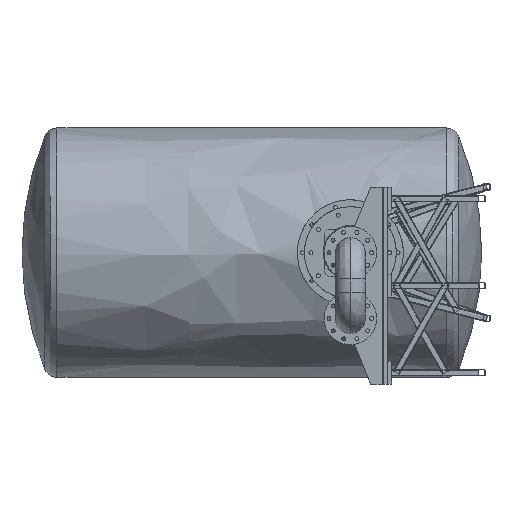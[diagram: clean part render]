
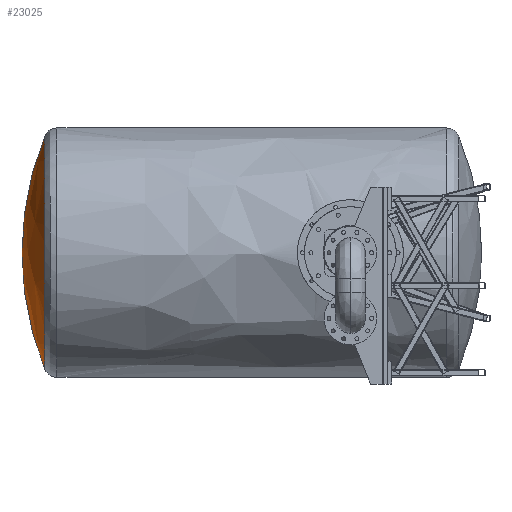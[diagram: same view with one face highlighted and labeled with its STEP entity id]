
A CAD part, left-side view. The second image highlights one B-rep face of the part: STEP entity #23025.
In plain terms, the highlighted free-form (B-spline) face has degree [2, 2] with [5, 3] control points.
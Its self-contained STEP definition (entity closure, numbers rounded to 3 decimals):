
#22800 = VERTEX_POINT('',#22801);
#22801 = CARTESIAN_POINT('',(12100.825,6745.405,
    -2574.045));
#22802 = VERTEX_POINT('',#22803);
#22803 = CARTESIAN_POINT('',(12100.825,6745.405,
    2574.045));
#22844 = EDGE_CURVE('',#22845,#22802,#22847,.T.);
#22845 = VERTEX_POINT('',#22846);
#22846 = CARTESIAN_POINT('',(12100.825,7249.198,
    0.));
#22847 = ( BOUNDED_CURVE() B_SPLINE_CURVE(2,(#22848,#22849,#22850),
.UNSPECIFIED.,.F.,.F.) B_SPLINE_CURVE_WITH_KNOTS((3,3),(1.571,
1.957),.PIECEWISE_BEZIER_KNOTS.) CURVE() 
GEOMETRIC_REPRESENTATION_ITEM() RATIONAL_B_SPLINE_CURVE((1.,
0.981,1.)) REPRESENTATION_ITEM('') );
#22848 = CARTESIAN_POINT('',(12100.825,7249.198,
    0.));
#22849 = CARTESIAN_POINT('',(12100.825,7249.198,
    1336.324));
#22850 = CARTESIAN_POINT('',(12100.825,6745.405,
    2574.045));
#22852 = EDGE_CURVE('',#22845,#22800,#22853,.T.);
#22853 = ( BOUNDED_CURVE() B_SPLINE_CURVE(2,(#22854,#22855,#22856),
.UNSPECIFIED.,.F.,.F.) B_SPLINE_CURVE_WITH_KNOTS((3,3),(1.571,
1.957),.PIECEWISE_BEZIER_KNOTS.) CURVE() 
GEOMETRIC_REPRESENTATION_ITEM() RATIONAL_B_SPLINE_CURVE((1.,
0.981,1.)) REPRESENTATION_ITEM('') );
#22854 = CARTESIAN_POINT('',(12100.825,7249.198,
    0.));
#22855 = CARTESIAN_POINT('',(12100.825,7249.198,
    -1336.324));
#22856 = CARTESIAN_POINT('',(12100.825,6745.405,
    -2574.045));
#22993 = EDGE_CURVE('',#22802,#22800,#22994,.T.);
#22994 = ( BOUNDED_CURVE() B_SPLINE_CURVE(2,(#22995,#22996,#22997,#22998
,#22999),.UNSPECIFIED.,.F.,.F.) B_SPLINE_CURVE_WITH_KNOTS((3,2,3),(
    3.142,4.712,6.283),
.PIECEWISE_BEZIER_KNOTS.) CURVE() GEOMETRIC_REPRESENTATION_ITEM() 
RATIONAL_B_SPLINE_CURVE((1.,0.707,1.,0.707,1.)) 
REPRESENTATION_ITEM('') );
#22995 = CARTESIAN_POINT('',(12100.825,6745.405,
    2574.045));
#22996 = CARTESIAN_POINT('',(9526.78,6745.405,
    2574.045));
#22997 = CARTESIAN_POINT('',(9526.78,6745.405,
    0.));
#22998 = CARTESIAN_POINT('',(9526.78,6745.405,
    -2574.045));
#22999 = CARTESIAN_POINT('',(12100.825,6745.405,
    -2574.045));
#23025 = ADVANCED_FACE('',(#23026),#23031,.F.);
#23026 = FACE_BOUND('',#23027,.F.);
#23027 = EDGE_LOOP('',(#23028,#23029,#23030));
#23028 = ORIENTED_EDGE('',*,*,#22993,.T.);
#23029 = ORIENTED_EDGE('',*,*,#22852,.F.);
#23030 = ORIENTED_EDGE('',*,*,#22844,.T.);
#23031 = ( BOUNDED_SURFACE() B_SPLINE_SURFACE(2,2,(
    (#23032,#23033,#23034)
    ,(#23035,#23036,#23037)
    ,(#23038,#23039,#23040)
    ,(#23041,#23042,#23043)
    ,(#23044,#23045,#23046
)),.UNSPECIFIED.,.F.,.F.,.F.) B_SPLINE_SURFACE_WITH_KNOTS((3,2,3),(3,3),
  (0.,1.571,3.142),(4.326,4.712),
.PIECEWISE_BEZIER_KNOTS.) GEOMETRIC_REPRESENTATION_ITEM() 
RATIONAL_B_SPLINE_SURFACE((
    (1.,0.981,1.)
    ,(0.707,0.694,0.707)
    ,(1.,0.981,1.)
    ,(0.707,0.694,0.707)
,(1.,0.981,1.))) REPRESENTATION_ITEM('') SURFACE() );
#23032 = CARTESIAN_POINT('',(12100.825,6745.405,
    2574.045));
#23033 = CARTESIAN_POINT('',(12100.825,7249.198,
    1336.324));
#23034 = CARTESIAN_POINT('',(12100.825,7249.198,
    0.));
#23035 = CARTESIAN_POINT('',(9526.78,6745.405,
    2574.045));
#23036 = CARTESIAN_POINT('',(10764.501,7249.198,
    1336.324));
#23037 = CARTESIAN_POINT('',(12100.825,7249.198,
    0.));
#23038 = CARTESIAN_POINT('',(9526.78,6745.405,
    0.));
#23039 = CARTESIAN_POINT('',(10764.501,7249.198,
    0.));
#23040 = CARTESIAN_POINT('',(12100.825,7249.198,
    0.));
#23041 = CARTESIAN_POINT('',(9526.78,6745.405,
    -2574.045));
#23042 = CARTESIAN_POINT('',(10764.501,7249.198,
    -1336.324));
#23043 = CARTESIAN_POINT('',(12100.825,7249.198,
    0.));
#23044 = CARTESIAN_POINT('',(12100.825,6745.405,
    -2574.045));
#23045 = CARTESIAN_POINT('',(12100.825,7249.198,
    -1336.324));
#23046 = CARTESIAN_POINT('',(12100.825,7249.198,
    0.));
